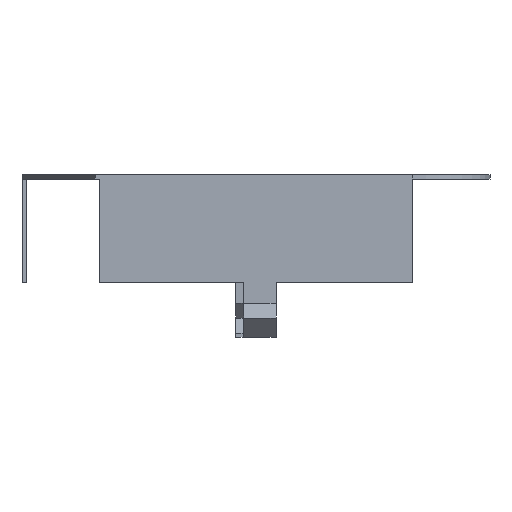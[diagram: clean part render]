
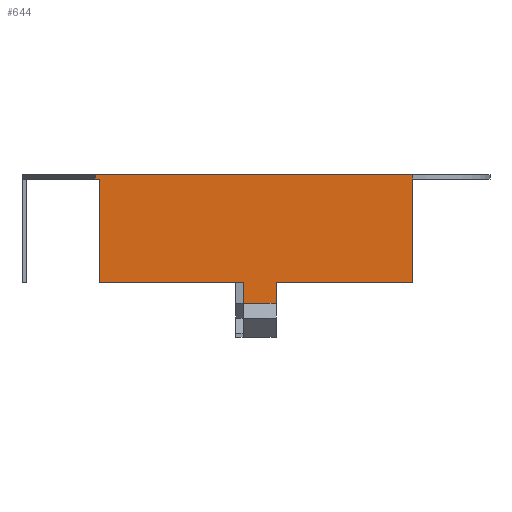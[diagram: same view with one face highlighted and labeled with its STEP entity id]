
A CAD part, left-side view. The second image highlights one B-rep face of the part: STEP entity #644.
In plain terms, the highlighted planar face has unit normal (-1, 0, 0).
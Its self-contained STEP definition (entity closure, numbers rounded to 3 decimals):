
#174 = VERTEX_POINT('',#175);
#175 = CARTESIAN_POINT('',(-12.8,-7.57,5.08));
#182 = EDGE_CURVE('',#174,#183,#185,.T.);
#183 = VERTEX_POINT('',#184);
#184 = CARTESIAN_POINT('',(-12.8,-7.57,5.28));
#185 = LINE('',#186,#187);
#186 = CARTESIAN_POINT('',(-12.8,-7.57,5.08));
#187 = VECTOR('',#188,1.);
#188 = DIRECTION('',(0.,0.,1.));
#313 = VERTEX_POINT('',#314);
#314 = CARTESIAN_POINT('',(-12.8,7.761,5.08));
#320 = EDGE_CURVE('',#313,#321,#323,.T.);
#321 = VERTEX_POINT('',#322);
#322 = CARTESIAN_POINT('',(-12.8,7.57,5.08));
#323 = LINE('',#324,#325);
#324 = CARTESIAN_POINT('',(-12.8,11.305,5.08));
#325 = VECTOR('',#326,1.);
#326 = DIRECTION('',(0.,-1.,0.));
#644 = ADVANCED_FACE('',(#645),#717,.T.);
#645 = FACE_BOUND('',#646,.T.);
#646 = EDGE_LOOP('',(#647,#655,#661,#662,#670,#678,#686,#694,#702,#710,
#716));
#647 = ORIENTED_EDGE('',*,*,#648,.F.);
#648 = EDGE_CURVE('',#649,#183,#651,.T.);
#649 = VERTEX_POINT('',#650);
#650 = CARTESIAN_POINT('',(-12.8,7.761,5.28));
#651 = LINE('',#652,#653);
#652 = CARTESIAN_POINT('',(-12.8,11.305,5.28));
#653 = VECTOR('',#654,1.);
#654 = DIRECTION('',(0.,-1.,0.));
#655 = ORIENTED_EDGE('',*,*,#656,.T.);
#656 = EDGE_CURVE('',#649,#313,#657,.T.);
#657 = LINE('',#658,#659);
#658 = CARTESIAN_POINT('',(-12.8,7.761,1.73));
#659 = VECTOR('',#660,1.);
#660 = DIRECTION('',(0.,0.,-1.));
#661 = ORIENTED_EDGE('',*,*,#320,.T.);
#662 = ORIENTED_EDGE('',*,*,#663,.F.);
#663 = EDGE_CURVE('',#664,#321,#666,.T.);
#664 = VERTEX_POINT('',#665);
#665 = CARTESIAN_POINT('',(-12.8,7.57,0.1));
#666 = LINE('',#667,#668);
#667 = CARTESIAN_POINT('',(-12.8,7.57,0.1));
#668 = VECTOR('',#669,1.);
#669 = DIRECTION('',(0.,0.,1.));
#670 = ORIENTED_EDGE('',*,*,#671,.T.);
#671 = EDGE_CURVE('',#664,#672,#674,.T.);
#672 = VERTEX_POINT('',#673);
#673 = CARTESIAN_POINT('',(-12.8,0.6,0.1));
#674 = LINE('',#675,#676);
#675 = CARTESIAN_POINT('',(-12.8,7.57,0.1));
#676 = VECTOR('',#677,1.);
#677 = DIRECTION('',(0.,-1.,0.));
#678 = ORIENTED_EDGE('',*,*,#679,.F.);
#679 = EDGE_CURVE('',#680,#672,#682,.T.);
#680 = VERTEX_POINT('',#681);
#681 = CARTESIAN_POINT('',(-12.8,0.6,-0.92));
#682 = LINE('',#683,#684);
#683 = CARTESIAN_POINT('',(-12.8,0.6,-0.92));
#684 = VECTOR('',#685,1.);
#685 = DIRECTION('',(0.,0.,1.));
#686 = ORIENTED_EDGE('',*,*,#687,.T.);
#687 = EDGE_CURVE('',#680,#688,#690,.T.);
#688 = VERTEX_POINT('',#689);
#689 = CARTESIAN_POINT('',(-12.8,-0.97,-0.92));
#690 = LINE('',#691,#692);
#691 = CARTESIAN_POINT('',(-12.8,0.6,-0.92));
#692 = VECTOR('',#693,1.);
#693 = DIRECTION('',(0.,-1.,0.));
#694 = ORIENTED_EDGE('',*,*,#695,.T.);
#695 = EDGE_CURVE('',#688,#696,#698,.T.);
#696 = VERTEX_POINT('',#697);
#697 = CARTESIAN_POINT('',(-12.8,-0.97,0.1));
#698 = LINE('',#699,#700);
#699 = CARTESIAN_POINT('',(-12.8,-0.97,-0.92));
#700 = VECTOR('',#701,1.);
#701 = DIRECTION('',(0.,0.,1.));
#702 = ORIENTED_EDGE('',*,*,#703,.T.);
#703 = EDGE_CURVE('',#696,#704,#706,.T.);
#704 = VERTEX_POINT('',#705);
#705 = CARTESIAN_POINT('',(-12.8,-7.57,0.1));
#706 = LINE('',#707,#708);
#707 = CARTESIAN_POINT('',(-12.8,7.57,0.1));
#708 = VECTOR('',#709,1.);
#709 = DIRECTION('',(0.,-1.,0.));
#710 = ORIENTED_EDGE('',*,*,#711,.T.);
#711 = EDGE_CURVE('',#704,#174,#712,.T.);
#712 = LINE('',#713,#714);
#713 = CARTESIAN_POINT('',(-12.8,-7.57,0.1));
#714 = VECTOR('',#715,1.);
#715 = DIRECTION('',(0.,0.,1.));
#716 = ORIENTED_EDGE('',*,*,#182,.T.);
#717 = PLANE('',#718);
#718 = AXIS2_PLACEMENT_3D('',#719,#720,#721);
#719 = CARTESIAN_POINT('',(-12.8,0.06,2.528));
#720 = DIRECTION('',(-1.,0.,0.));
#721 = DIRECTION('',(0.,0.,1.));
